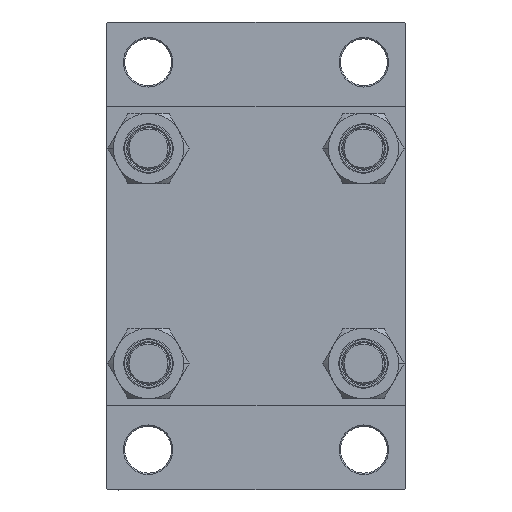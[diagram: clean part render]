
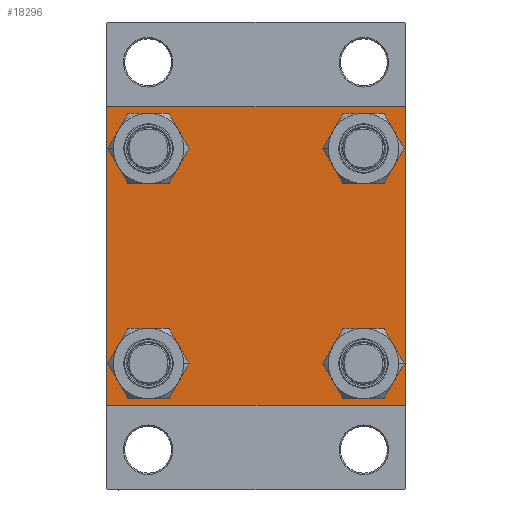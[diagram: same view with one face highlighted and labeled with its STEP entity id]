
A CAD part, left-side view. The second image highlights one B-rep face of the part: STEP entity #18296.
In plain terms, the highlighted planar face has unit normal (-1, 0, 0).
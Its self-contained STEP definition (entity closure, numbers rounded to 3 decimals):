
#167 = EDGE_LOOP ( 'NONE', ( #6959, #9392 ) ) ;
#1040 = CARTESIAN_POINT ( 'NONE',  ( 0., -41.35, 32.85 ) ) ;
#1105 = EDGE_LOOP ( 'NONE', ( #32860, #22440 ) ) ;
#1363 = LINE ( 'NONE', #45057, #1421 ) ;
#1421 = VECTOR ( 'NONE', #23557, 1000. ) ;
#1463 = CARTESIAN_POINT ( 'NONE',  ( 0., 57., 57.5 ) ) ;
#1467 = DIRECTION ( 'NONE',  ( 1., 0., 0. ) ) ;
#1475 = CIRCLE ( 'NONE', #4550, 8.5 ) ;
#1652 = AXIS2_PLACEMENT_3D ( 'NONE', #25068, #40036, #24833 ) ;
#1678 = FACE_BOUND ( 'NONE', #167, .T. ) ;
#2043 = CARTESIAN_POINT ( 'NONE',  ( 0., -41.35, -41.35 ) ) ;
#4115 = DIRECTION ( 'NONE',  ( 1., 0., 0. ) ) ;
#4205 = VERTEX_POINT ( 'NONE', #41050 ) ;
#4474 = ORIENTED_EDGE ( 'NONE', *, *, #23467, .T. ) ;
#4550 = AXIS2_PLACEMENT_3D ( 'NONE', #7001, #14480, #14000 ) ;
#4864 = VERTEX_POINT ( 'NONE', #6564 ) ;
#5032 = VERTEX_POINT ( 'NONE', #1463 ) ;
#5075 = VERTEX_POINT ( 'NONE', #6029 ) ;
#5127 = VERTEX_POINT ( 'NONE', #31870 ) ;
#5287 = CIRCLE ( 'NONE', #41549, 8.5 ) ;
#5540 = PLANE ( 'NONE',  #33319 ) ;
#5551 = AXIS2_PLACEMENT_3D ( 'NONE', #5776, #31134, #17354 ) ;
#5671 = DIRECTION ( 'NONE',  ( 0., 0., 1. ) ) ;
#5776 = CARTESIAN_POINT ( 'NONE',  ( 0., -41.35, -41.35 ) ) ;
#5847 = EDGE_CURVE ( 'NONE', #14196, #14846, #46899, .T. ) ;
#6029 = CARTESIAN_POINT ( 'NONE',  ( 0., 41.35, -49.85 ) ) ;
#6050 = EDGE_LOOP ( 'NONE', ( #29572, #47401 ) ) ;
#6467 = ORIENTED_EDGE ( 'NONE', *, *, #22602, .T. ) ;
#6490 = AXIS2_PLACEMENT_3D ( 'NONE', #16182, #1467, #16651 ) ;
#6564 = CARTESIAN_POINT ( 'NONE',  ( 0., -57.5, 57. ) ) ;
#6754 = DIRECTION ( 'NONE',  ( 0., -0.707, -0.707 ) ) ;
#6778 = EDGE_CURVE ( 'NONE', #4864, #44798, #1363, .T. ) ;
#6822 = DIRECTION ( 'NONE',  ( 1., 0., 0. ) ) ;
#6959 = ORIENTED_EDGE ( 'NONE', *, *, #18246, .T. ) ;
#7001 = CARTESIAN_POINT ( 'NONE',  ( 0., -41.35, 41.35 ) ) ;
#7613 = EDGE_CURVE ( 'NONE', #5032, #13624, #31781, .T. ) ;
#8749 = CARTESIAN_POINT ( 'NONE',  ( 0., 57.25, 57.25 ) ) ;
#9032 = LINE ( 'NONE', #34868, #10639 ) ;
#9381 = LINE ( 'NONE', #31843, #41477 ) ;
#9392 = ORIENTED_EDGE ( 'NONE', *, *, #26953, .T. ) ;
#9694 = CARTESIAN_POINT ( 'NONE',  ( 0., 57.5, 57. ) ) ;
#9726 = LINE ( 'NONE', #46648, #31578 ) ;
#10115 = DIRECTION ( 'NONE',  ( -1., 0., 0. ) ) ;
#10432 = VERTEX_POINT ( 'NONE', #9694 ) ;
#10618 = CARTESIAN_POINT ( 'NONE',  ( 0., 57.25, -57.25 ) ) ;
#10639 = VECTOR ( 'NONE', #23745, 1000. ) ;
#10838 = EDGE_LOOP ( 'NONE', ( #42643, #25502 ) ) ;
#10840 = CIRCLE ( 'NONE', #17813, 8.5 ) ;
#11981 = CARTESIAN_POINT ( 'NONE',  ( 0., 41.35, 32.85 ) ) ;
#12504 = ORIENTED_EDGE ( 'NONE', *, *, #6778, .F. ) ;
#12569 = CARTESIAN_POINT ( 'NONE',  ( 0., -41.35, 49.85 ) ) ;
#12605 = DIRECTION ( 'NONE',  ( 0., 0.707, -0.707 ) ) ;
#12664 = CIRCLE ( 'NONE', #6490, 8.5 ) ;
#12934 = EDGE_CURVE ( 'NONE', #5127, #34276, #9726, .T. ) ;
#13428 = DIRECTION ( 'NONE',  ( 0., -1., 0. ) ) ;
#13624 = VERTEX_POINT ( 'NONE', #24119 ) ;
#14000 = DIRECTION ( 'NONE',  ( 0., 0., 1. ) ) ;
#14196 = VERTEX_POINT ( 'NONE', #11981 ) ;
#14288 = ORIENTED_EDGE ( 'NONE', *, *, #25244, .T. ) ;
#14480 = DIRECTION ( 'NONE',  ( 1., 0., 0. ) ) ;
#14716 = CARTESIAN_POINT ( 'NONE',  ( 0., 57.5, 57.5 ) ) ;
#14846 = VERTEX_POINT ( 'NONE', #19572 ) ;
#14878 = VERTEX_POINT ( 'NONE', #12569 ) ;
#14949 = LINE ( 'NONE', #14716, #39961 ) ;
#15930 = EDGE_CURVE ( 'NONE', #45739, #5075, #10840, .T. ) ;
#16182 = CARTESIAN_POINT ( 'NONE',  ( 0., -41.35, 41.35 ) ) ;
#16651 = DIRECTION ( 'NONE',  ( 0., 0., 1. ) ) ;
#17354 = DIRECTION ( 'NONE',  ( 0., 0., 1. ) ) ;
#17522 = EDGE_CURVE ( 'NONE', #14846, #14196, #24786, .T. ) ;
#17717 = EDGE_LOOP ( 'NONE', ( #6467, #4474, #20204, #14288, #12504, #22558, #42672, #42540 ) ) ;
#17813 = AXIS2_PLACEMENT_3D ( 'NONE', #41248, #26042, #29919 ) ;
#17918 = VERTEX_POINT ( 'NONE', #1040 ) ;
#18246 = EDGE_CURVE ( 'NONE', #34944, #24340, #27906, .T. ) ;
#18296 = ADVANCED_FACE ( 'NONE', ( #24117, #1678, #45837, #46794, #28460 ), #5540, .T. ) ;
#19572 = CARTESIAN_POINT ( 'NONE',  ( 0., 41.35, 49.85 ) ) ;
#20204 = ORIENTED_EDGE ( 'NONE', *, *, #12934, .T. ) ;
#21334 = DIRECTION ( 'NONE',  ( 1., 0., 0. ) ) ;
#22440 = ORIENTED_EDGE ( 'NONE', *, *, #23456, .T. ) ;
#22558 = ORIENTED_EDGE ( 'NONE', *, *, #24936, .T. ) ;
#22602 = EDGE_CURVE ( 'NONE', #10432, #4205, #14949, .T. ) ;
#23456 = EDGE_CURVE ( 'NONE', #17918, #14878, #1475, .T. ) ;
#23467 = EDGE_CURVE ( 'NONE', #4205, #5127, #28723, .T. ) ;
#23557 = DIRECTION ( 'NONE',  ( 0., 0., -1. ) ) ;
#23745 = DIRECTION ( 'NONE',  ( 0., 0.707, 0.707 ) ) ;
#24117 = FACE_BOUND ( 'NONE', #1105, .T. ) ;
#24119 = CARTESIAN_POINT ( 'NONE',  ( 0., -57., 57.5 ) ) ;
#24340 = VERTEX_POINT ( 'NONE', #46098 ) ;
#24786 = CIRCLE ( 'NONE', #1652, 8.5 ) ;
#24833 = DIRECTION ( 'NONE',  ( 0., 0., 1. ) ) ;
#24843 = DIRECTION ( 'NONE',  ( 0., 0., 1. ) ) ;
#24936 = EDGE_CURVE ( 'NONE', #4864, #13624, #9032, .T. ) ;
#25068 = CARTESIAN_POINT ( 'NONE',  ( 0., 41.35, 41.35 ) ) ;
#25244 = EDGE_CURVE ( 'NONE', #34276, #44798, #9381, .T. ) ;
#25502 = ORIENTED_EDGE ( 'NONE', *, *, #39592, .T. ) ;
#26042 = DIRECTION ( 'NONE',  ( 1., 0., 0. ) ) ;
#26953 = EDGE_CURVE ( 'NONE', #24340, #34944, #5287, .T. ) ;
#27906 = CIRCLE ( 'NONE', #5551, 8.5 ) ;
#28460 = FACE_OUTER_BOUND ( 'NONE', #17717, .T. ) ;
#28721 = CIRCLE ( 'NONE', #37245, 8.5 ) ;
#28723 = LINE ( 'NONE', #10618, #40786 ) ;
#29436 = DIRECTION ( 'NONE',  ( 0., 0., -1. ) ) ;
#29521 = VECTOR ( 'NONE', #12605, 1000. ) ;
#29572 = ORIENTED_EDGE ( 'NONE', *, *, #17522, .T. ) ;
#29709 = CARTESIAN_POINT ( 'NONE',  ( 0., 41.35, -41.35 ) ) ;
#29919 = DIRECTION ( 'NONE',  ( 0., 0., 1. ) ) ;
#29942 = DIRECTION ( 'NONE',  ( 0., 0., 1. ) ) ;
#31134 = DIRECTION ( 'NONE',  ( 1., 0., 0. ) ) ;
#31519 = AXIS2_PLACEMENT_3D ( 'NONE', #38240, #6822, #38935 ) ;
#31578 = VECTOR ( 'NONE', #46887, 1000. ) ;
#31781 = LINE ( 'NONE', #46484, #39232 ) ;
#31843 = CARTESIAN_POINT ( 'NONE',  ( 0., -57.25, -57.25 ) ) ;
#31870 = CARTESIAN_POINT ( 'NONE',  ( 0., 57., -57.5 ) ) ;
#32860 = ORIENTED_EDGE ( 'NONE', *, *, #42870, .T. ) ;
#33319 = AXIS2_PLACEMENT_3D ( 'NONE', #43175, #10115, #24843 ) ;
#33623 = CARTESIAN_POINT ( 'NONE',  ( 0., 41.35, -32.85 ) ) ;
#34276 = VERTEX_POINT ( 'NONE', #40672 ) ;
#34282 = CARTESIAN_POINT ( 'NONE',  ( 0., -41.35, -32.85 ) ) ;
#34868 = CARTESIAN_POINT ( 'NONE',  ( 0., -57.25, 57.25 ) ) ;
#34944 = VERTEX_POINT ( 'NONE', #34282 ) ;
#35574 = EDGE_CURVE ( 'NONE', #5032, #10432, #41810, .T. ) ;
#35705 = DIRECTION ( 'NONE',  ( 0., -0.707, 0.707 ) ) ;
#37245 = AXIS2_PLACEMENT_3D ( 'NONE', #29709, #4115, #29942 ) ;
#38240 = CARTESIAN_POINT ( 'NONE',  ( 0., 41.35, 41.35 ) ) ;
#38935 = DIRECTION ( 'NONE',  ( 0., 0., 1. ) ) ;
#39232 = VECTOR ( 'NONE', #13428, 1000. ) ;
#39592 = EDGE_CURVE ( 'NONE', #5075, #45739, #28721, .T. ) ;
#39961 = VECTOR ( 'NONE', #29436, 1000. ) ;
#40036 = DIRECTION ( 'NONE',  ( 1., 0., 0. ) ) ;
#40672 = CARTESIAN_POINT ( 'NONE',  ( 0., -57., -57.5 ) ) ;
#40786 = VECTOR ( 'NONE', #6754, 1000. ) ;
#41050 = CARTESIAN_POINT ( 'NONE',  ( 0., 57.5, -57. ) ) ;
#41248 = CARTESIAN_POINT ( 'NONE',  ( 0., 41.35, -41.35 ) ) ;
#41477 = VECTOR ( 'NONE', #35705, 1000. ) ;
#41549 = AXIS2_PLACEMENT_3D ( 'NONE', #2043, #21334, #5671 ) ;
#41810 = LINE ( 'NONE', #8749, #29521 ) ;
#42540 = ORIENTED_EDGE ( 'NONE', *, *, #35574, .T. ) ;
#42643 = ORIENTED_EDGE ( 'NONE', *, *, #15930, .T. ) ;
#42672 = ORIENTED_EDGE ( 'NONE', *, *, #7613, .F. ) ;
#42870 = EDGE_CURVE ( 'NONE', #14878, #17918, #12664, .T. ) ;
#43175 = CARTESIAN_POINT ( 'NONE',  ( 0., 0., 0. ) ) ;
#44798 = VERTEX_POINT ( 'NONE', #45809 ) ;
#45057 = CARTESIAN_POINT ( 'NONE',  ( 0., -57.5, 57.5 ) ) ;
#45739 = VERTEX_POINT ( 'NONE', #33623 ) ;
#45809 = CARTESIAN_POINT ( 'NONE',  ( 0., -57.5, -57. ) ) ;
#45837 = FACE_BOUND ( 'NONE', #10838, .T. ) ;
#46098 = CARTESIAN_POINT ( 'NONE',  ( 0., -41.35, -49.85 ) ) ;
#46484 = CARTESIAN_POINT ( 'NONE',  ( 0., 57.5, 57.5 ) ) ;
#46648 = CARTESIAN_POINT ( 'NONE',  ( 0., 57.5, -57.5 ) ) ;
#46794 = FACE_BOUND ( 'NONE', #6050, .T. ) ;
#46887 = DIRECTION ( 'NONE',  ( 0., -1., 0. ) ) ;
#46899 = CIRCLE ( 'NONE', #31519, 8.5 ) ;
#47401 = ORIENTED_EDGE ( 'NONE', *, *, #5847, .T. ) ;
